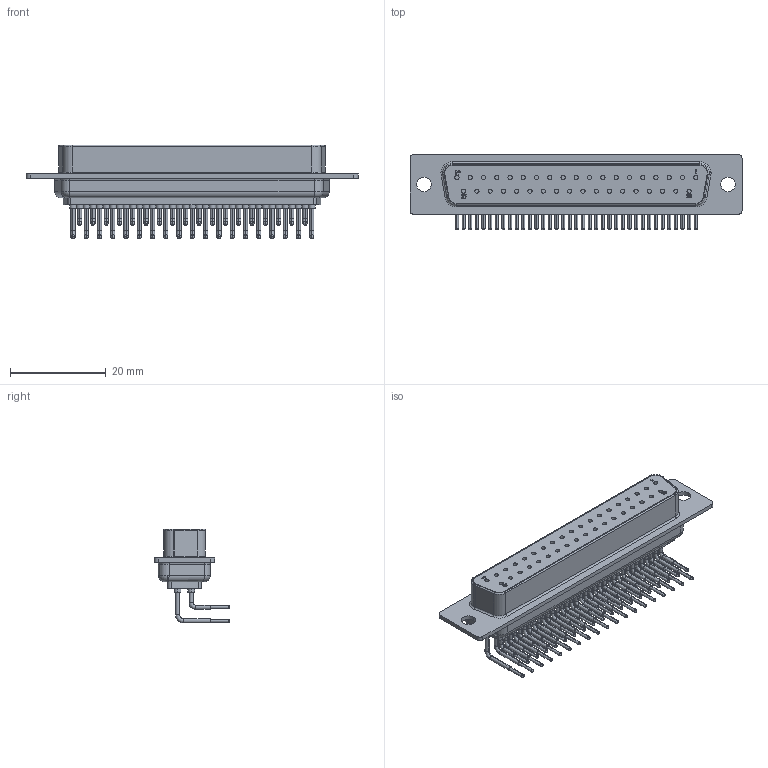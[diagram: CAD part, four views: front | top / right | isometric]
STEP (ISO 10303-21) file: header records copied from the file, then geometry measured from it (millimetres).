
FILE_DESCRIPTION (( 'STEP AP214' ), '1' );
FILE_NAME ('174E-037-213.STEP', '2007-09-30T03:24:44', ( 'Tom Plaven' ), ( 'Anapro Tech' ), 'SwSTEP 2.0', 'SolidWorks 2007', '' );
FILE_SCHEMA (( 'AUTOMOTIVE_DESIGN' ));
Length unit declared in the file: inch
Products named in the file (1): 174E-037-213
Bounding box: 69.29 x 15.76 x 19.61 mm (x, y, z)
Volume: 6717.7 mm3; surface area: 6670.2 mm2
Topology: 1 solids, 1 shells, 843 faces, 1781 edges, 1102 vertices
Faces by surface type: cylinder 418, plane 220, torus 168, bspline 37
Entity records: 34857 total; most frequent: CARTESIAN_POINT 6044, DIRECTION 4397, ORIENTED_EDGE 3562, AXIS2_PLACEMENT_3D 1887, EDGE_CURVE 1781, VERTEX_POINT 1102, CIRCLE 1080, EDGE_LOOP 1009
